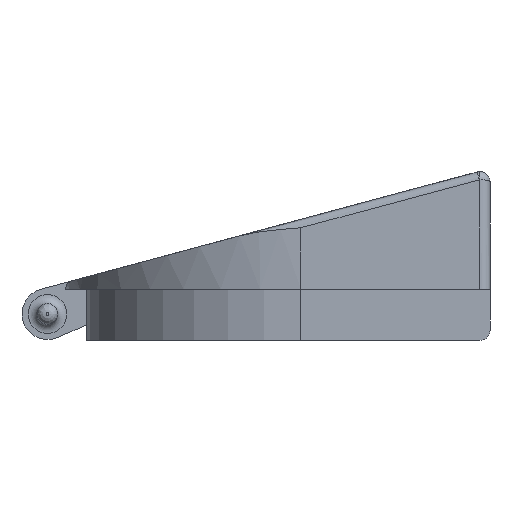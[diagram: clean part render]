
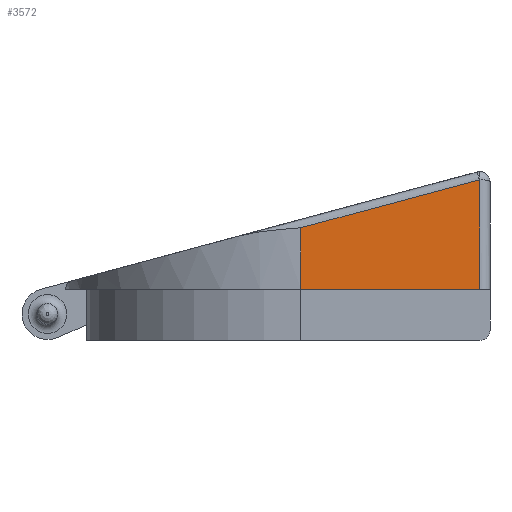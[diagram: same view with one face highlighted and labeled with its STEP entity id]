
A CAD part, front view. The second image highlights one B-rep face of the part: STEP entity #3572.
In plain terms, the highlighted planar face has unit normal (0, -1, 0).
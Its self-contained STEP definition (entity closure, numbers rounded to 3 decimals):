
#25=PLANE('',#3801);
#80=LINE('',#5723,#330);
#82=LINE('',#5814,#332);
#83=LINE('',#5816,#333);
#84=LINE('',#5817,#334);
#330=VECTOR('',#4339,10.);
#332=VECTOR('',#4351,10.);
#333=VECTOR('',#4352,1.);
#334=VECTOR('',#4353,10.);
#736=FACE_OUTER_BOUND('',#941,.T.);
#941=EDGE_LOOP('',(#2456,#2457,#2458,#2459,#2460));
#1162=CIRCLE('',#3800,0.2);
#1477=VERTEX_POINT('',#5715);
#1478=VERTEX_POINT('',#5722);
#1480=VERTEX_POINT('',#5736);
#1483=VERTEX_POINT('',#5813);
#1484=VERTEX_POINT('',#5815);
#1861=EDGE_CURVE('',#1477,#1478,#80,.T.);
#1866=EDGE_CURVE('',#1478,#1480,#1162,.T.);
#1869=EDGE_CURVE('',#1477,#1483,#82,.T.);
#1870=EDGE_CURVE('',#1484,#1483,#83,.T.);
#1871=EDGE_CURVE('',#1480,#1484,#84,.T.);
#2456=ORIENTED_EDGE('',*,*,#1866,.F.);
#2457=ORIENTED_EDGE('',*,*,#1861,.F.);
#2458=ORIENTED_EDGE('',*,*,#1869,.T.);
#2459=ORIENTED_EDGE('',*,*,#1870,.F.);
#2460=ORIENTED_EDGE('',*,*,#1871,.F.);
#3572=ADVANCED_FACE('',(#736),#25,.T.);
#3800=AXIS2_PLACEMENT_3D('',#5740,#4347,#4348);
#3801=AXIS2_PLACEMENT_3D('',#5812,#4349,#4350);
#4339=DIRECTION('',(0.966,0.,0.26));
#4347=DIRECTION('center_axis',(0.,1.,0.));
#4348=DIRECTION('ref_axis',(-0.131,0.,0.991));
#4349=DIRECTION('center_axis',(0.,-1.,0.));
#4350=DIRECTION('ref_axis',(-1.,0.,0.));
#4351=DIRECTION('',(0.,0.,-1.));
#4352=DIRECTION('',(-1.,0.,0.));
#4353=DIRECTION('',(0.,0.,-1.));
#5715=CARTESIAN_POINT('',(7.5,-36.25,6.019));
#5722=CARTESIAN_POINT('',(24.948,-36.25,10.714));
#5723=CARTESIAN_POINT('',(-2.146,-36.25,3.424));
#5736=CARTESIAN_POINT('',(25.,-36.25,10.721));
#5740=CARTESIAN_POINT('Origin',(25.,-36.25,10.521));
#5812=CARTESIAN_POINT('Origin',(15.5,-36.25,0.));
#5813=CARTESIAN_POINT('',(7.5,-36.25,0.));
#5814=CARTESIAN_POINT('',(7.5,-36.25,0.));
#5815=CARTESIAN_POINT('',(25.,-36.25,0.));
#5816=CARTESIAN_POINT('',(15.5,-36.25,0.));
#5817=CARTESIAN_POINT('',(25.,-36.25,0.));
